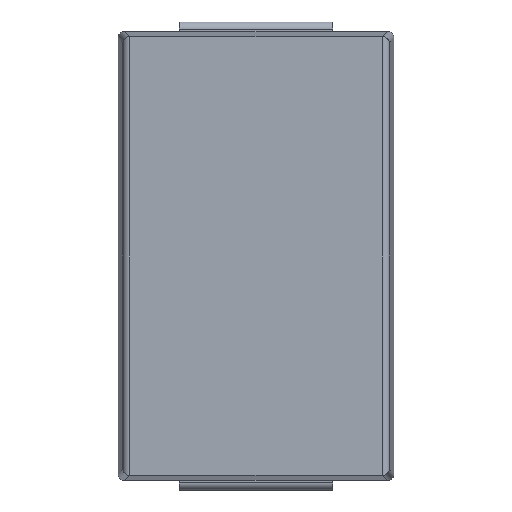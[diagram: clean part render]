
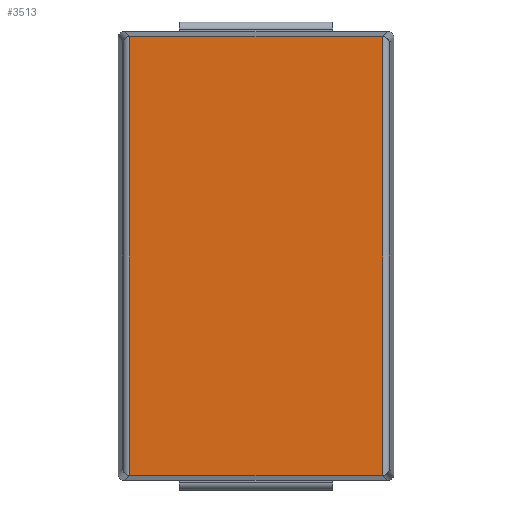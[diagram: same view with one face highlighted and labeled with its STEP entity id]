
A CAD part, front view. The second image highlights one B-rep face of the part: STEP entity #3513.
In plain terms, the highlighted planar face has unit normal (0, -1, 0).
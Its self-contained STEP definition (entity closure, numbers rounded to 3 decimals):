
#7 = CARTESIAN_POINT ( 'NONE',  ( 1.972, -0.9, -3.421 ) ) ;
#70 = ORIENTED_EDGE ( 'NONE', *, *, #2316, .T. ) ;
#114 = CARTESIAN_POINT ( 'NONE',  ( -1.98, -0.9, 3.421 ) ) ;
#156 = VECTOR ( 'NONE', #3257, 1000. ) ;
#170 =( BOUNDED_CURVE ( )  B_SPLINE_CURVE ( 3, ( #3989, #1551, #659, #1931 ),
 .UNSPECIFIED., .F., .T. ) 
 B_SPLINE_CURVE_WITH_KNOTS ( ( 4, 4 ),
 ( 5.502, 5.581 ),
 .UNSPECIFIED. ) 
 CURVE ( )  GEOMETRIC_REPRESENTATION_ITEM ( )  RATIONAL_B_SPLINE_CURVE ( ( 1., 0.999, 0.999, 1. ) ) 
 REPRESENTATION_ITEM ( '' )  );
#276 = ORIENTED_EDGE ( 'NONE', *, *, #2841, .F. ) ;
#305 = CARTESIAN_POINT ( 'NONE',  ( 0., -0.9, -3.421 ) ) ;
#355 = VERTEX_POINT ( 'NONE', #1771 ) ;
#372 = DIRECTION ( 'NONE',  ( 0., 1., 0. ) ) ;
#388 = ORIENTED_EDGE ( 'NONE', *, *, #3101, .T. ) ;
#417 = CARTESIAN_POINT ( 'NONE',  ( -1.974, -0.9, 3.421 ) ) ;
#436 = CARTESIAN_POINT ( 'NONE',  ( -1.98, -0.9, -3.421 ) ) ;
#450 = CARTESIAN_POINT ( 'NONE',  ( -1.972, -0.9, 3.421 ) ) ;
#625 = VERTEX_POINT ( 'NONE', #450 ) ;
#643 = EDGE_LOOP ( 'NONE', ( #276, #2031, #3545, #70, #990, #808, #2712, #388 ) ) ;
#659 = CARTESIAN_POINT ( 'NONE',  ( 1.977, -0.9, -3.421 ) ) ;
#727 = EDGE_CURVE ( 'NONE', #3508, #355, #170, .T. ) ;
#808 = ORIENTED_EDGE ( 'NONE', *, *, #3562, .T. ) ;
#821 = VERTEX_POINT ( 'NONE', #1251 ) ;
#990 = ORIENTED_EDGE ( 'NONE', *, *, #1601, .F. ) ;
#1086 = CARTESIAN_POINT ( 'NONE',  ( -1.972, -0.9, 3.421 ) ) ;
#1194 = LINE ( 'NONE', #1585, #3242 ) ;
#1231 = CARTESIAN_POINT ( 'NONE',  ( -1.977, -0.9, -3.421 ) ) ;
#1251 = CARTESIAN_POINT ( 'NONE',  ( 1.98, -0.9, 3.421 ) ) ;
#1321 =( BOUNDED_CURVE ( )  B_SPLINE_CURVE ( 3, ( #1819, #2844, #3610, #2860 ),
 .UNSPECIFIED., .F., .T. ) 
 B_SPLINE_CURVE_WITH_KNOTS ( ( 4, 4 ),
 ( 0.702, 0.782 ),
 .UNSPECIFIED. ) 
 CURVE ( )  GEOMETRIC_REPRESENTATION_ITEM ( )  RATIONAL_B_SPLINE_CURVE ( ( 1., 0.999, 0.999, 1. ) ) 
 REPRESENTATION_ITEM ( '' )  );
#1334 = VERTEX_POINT ( 'NONE', #3548 ) ;
#1381 = DIRECTION ( 'NONE',  ( 0., 0., 1. ) ) ;
#1460 = VECTOR ( 'NONE', #4025, 1000. ) ;
#1513 = LINE ( 'NONE', #3616, #156 ) ;
#1524 = EDGE_CURVE ( 'NONE', #355, #821, #1194, .T. ) ;
#1551 = CARTESIAN_POINT ( 'NONE',  ( 1.974, -0.9, -3.421 ) ) ;
#1581 = VERTEX_POINT ( 'NONE', #3182 ) ;
#1585 = CARTESIAN_POINT ( 'NONE',  ( 1.98, -0.9, 3.421 ) ) ;
#1601 = EDGE_CURVE ( 'NONE', #625, #1581, #2347, .T. ) ;
#1771 = CARTESIAN_POINT ( 'NONE',  ( 1.98, -0.9, -3.421 ) ) ;
#1819 = CARTESIAN_POINT ( 'NONE',  ( 1.98, -0.9, 3.421 ) ) ;
#1931 = CARTESIAN_POINT ( 'NONE',  ( 1.98, -0.9, -3.421 ) ) ;
#2000 = AXIS2_PLACEMENT_3D ( 'NONE', #3053, #372, #1381 ) ;
#2031 = ORIENTED_EDGE ( 'NONE', *, *, #727, .T. ) ;
#2110 = EDGE_CURVE ( 'NONE', #1334, #3569, #1513, .T. ) ;
#2126 = CARTESIAN_POINT ( 'NONE',  ( -1.972, -0.9, -3.421 ) ) ;
#2273 = DIRECTION ( 'NONE',  ( -1., 0., 0. ) ) ;
#2316 = EDGE_CURVE ( 'NONE', #821, #1581, #1321, .T. ) ;
#2324 = CARTESIAN_POINT ( 'NONE',  ( 0., -0.9, 3.421 ) ) ;
#2343 = PLANE ( 'NONE',  #2000 ) ;
#2347 = LINE ( 'NONE', #2324, #1460 ) ;
#2499 = VERTEX_POINT ( 'NONE', #2574 ) ;
#2574 = CARTESIAN_POINT ( 'NONE',  ( -1.972, -0.9, -3.421 ) ) ;
#2582 = CARTESIAN_POINT ( 'NONE',  ( -1.974, -0.9, -3.421 ) ) ;
#2683 =( BOUNDED_CURVE ( )  B_SPLINE_CURVE ( 3, ( #436, #1231, #2582, #2126 ),
 .UNSPECIFIED., .F., .T. ) 
 B_SPLINE_CURVE_WITH_KNOTS ( ( 4, 4 ),
 ( 0.702, 0.782 ),
 .UNSPECIFIED. ) 
 CURVE ( )  GEOMETRIC_REPRESENTATION_ITEM ( )  RATIONAL_B_SPLINE_CURVE ( ( 1., 0.999, 0.999, 1. ) ) 
 REPRESENTATION_ITEM ( '' )  );
#2684 = LINE ( 'NONE', #305, #3348 ) ;
#2712 = ORIENTED_EDGE ( 'NONE', *, *, #2110, .T. ) ;
#2841 = EDGE_CURVE ( 'NONE', #3508, #2499, #2684, .T. ) ;
#2844 = CARTESIAN_POINT ( 'NONE',  ( 1.977, -0.9, 3.421 ) ) ;
#2860 = CARTESIAN_POINT ( 'NONE',  ( 1.972, -0.9, 3.421 ) ) ;
#3053 = CARTESIAN_POINT ( 'NONE',  ( 0., -0.9, 0. ) ) ;
#3075 = CARTESIAN_POINT ( 'NONE',  ( -1.98, -0.9, -3.421 ) ) ;
#3101 = EDGE_CURVE ( 'NONE', #3569, #2499, #2683, .T. ) ;
#3182 = CARTESIAN_POINT ( 'NONE',  ( 1.972, -0.9, 3.421 ) ) ;
#3242 = VECTOR ( 'NONE', #3564, 1000. ) ;
#3257 = DIRECTION ( 'NONE',  ( 0., 0., -1. ) ) ;
#3348 = VECTOR ( 'NONE', #2273, 1000. ) ;
#3508 = VERTEX_POINT ( 'NONE', #7 ) ;
#3513 = ADVANCED_FACE ( 'NONE', ( #4070 ), #2343, .F. ) ;
#3545 = ORIENTED_EDGE ( 'NONE', *, *, #1524, .T. ) ;
#3548 = CARTESIAN_POINT ( 'NONE',  ( -1.98, -0.9, 3.421 ) ) ;
#3562 = EDGE_CURVE ( 'NONE', #625, #1334, #4326, .T. ) ;
#3564 = DIRECTION ( 'NONE',  ( 0., 0., 1. ) ) ;
#3569 = VERTEX_POINT ( 'NONE', #3075 ) ;
#3610 = CARTESIAN_POINT ( 'NONE',  ( 1.974, -0.9, 3.421 ) ) ;
#3616 = CARTESIAN_POINT ( 'NONE',  ( -1.98, -0.9, -3.421 ) ) ;
#3785 = CARTESIAN_POINT ( 'NONE',  ( -1.977, -0.9, 3.421 ) ) ;
#3989 = CARTESIAN_POINT ( 'NONE',  ( 1.972, -0.9, -3.421 ) ) ;
#4025 = DIRECTION ( 'NONE',  ( 1., 0., 0. ) ) ;
#4070 = FACE_OUTER_BOUND ( 'NONE', #643, .T. ) ;
#4326 =( BOUNDED_CURVE ( )  B_SPLINE_CURVE ( 3, ( #1086, #417, #3785, #114 ),
 .UNSPECIFIED., .F., .F. ) 
 B_SPLINE_CURVE_WITH_KNOTS ( ( 4, 4 ),
 ( 5.502, 5.581 ),
 .UNSPECIFIED. ) 
 CURVE ( )  GEOMETRIC_REPRESENTATION_ITEM ( )  RATIONAL_B_SPLINE_CURVE ( ( 1., 0.999, 0.999, 1. ) ) 
 REPRESENTATION_ITEM ( '' )  );
